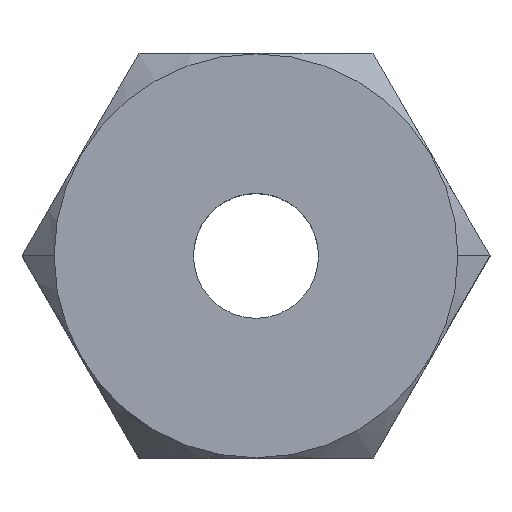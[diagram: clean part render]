
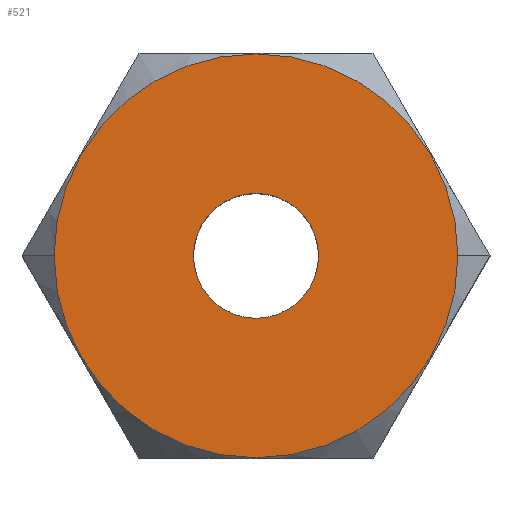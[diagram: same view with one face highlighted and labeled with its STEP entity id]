
A CAD part, top view. The second image highlights one B-rep face of the part: STEP entity #521.
In plain terms, the highlighted planar face has unit normal (0, 0, 1).
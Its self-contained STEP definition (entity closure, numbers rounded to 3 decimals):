
#45 = FACE_OUTER_BOUND ( 'NONE', #545, .T. ) ;
#52 = EDGE_CURVE ( 'NONE', #158, #400, #69, .T. ) ;
#69 = CIRCLE ( 'NONE', #935, 5.978 ) ;
#117 = AXIS2_PLACEMENT_3D ( 'NONE', #265, #730, #345 ) ;
#147 = CARTESIAN_POINT ( 'NONE',  ( -5.978, 0., 17.8 ) ) ;
#158 = VERTEX_POINT ( 'NONE', #494 ) ;
#164 = CARTESIAN_POINT ( 'NONE',  ( 0., 0., 17.8 ) ) ;
#197 = CIRCLE ( 'NONE', #218, 1.85 ) ;
#211 = DIRECTION ( 'NONE',  ( 1., 0., 0. ) ) ;
#218 = AXIS2_PLACEMENT_3D ( 'NONE', #504, #872, #341 ) ;
#230 = ORIENTED_EDGE ( 'NONE', *, *, #593, .T. ) ;
#257 = DIRECTION ( 'NONE',  ( 1., 0., 0. ) ) ;
#265 = CARTESIAN_POINT ( 'NONE',  ( 0., 0., 17.8 ) ) ;
#286 = ORIENTED_EDGE ( 'NONE', *, *, #52, .T. ) ;
#295 = EDGE_LOOP ( 'NONE', ( #230, #411 ) ) ;
#341 = DIRECTION ( 'NONE',  ( 0., -1., 0. ) ) ;
#345 = DIRECTION ( 'NONE',  ( 0., -1., 0. ) ) ;
#353 = EDGE_CURVE ( 'NONE', #400, #158, #787, .T. ) ;
#400 = VERTEX_POINT ( 'NONE', #147 ) ;
#406 = VERTEX_POINT ( 'NONE', #453 ) ;
#411 = ORIENTED_EDGE ( 'NONE', *, *, #570, .T. ) ;
#453 = CARTESIAN_POINT ( 'NONE',  ( 0., 1.85, 17.8 ) ) ;
#458 = CARTESIAN_POINT ( 'NONE',  ( 0., -1.85, 17.8 ) ) ;
#472 = DIRECTION ( 'NONE',  ( 0., 0., 1. ) ) ;
#484 = ORIENTED_EDGE ( 'NONE', *, *, #353, .T. ) ;
#492 = FACE_BOUND ( 'NONE', #295, .T. ) ;
#494 = CARTESIAN_POINT ( 'NONE',  ( 5.978, 0., 17.8 ) ) ;
#504 = CARTESIAN_POINT ( 'NONE',  ( 0., 0., 17.8 ) ) ;
#521 = ADVANCED_FACE ( 'NONE', ( #492, #45 ), #641, .T. ) ;
#545 = EDGE_LOOP ( 'NONE', ( #286, #484 ) ) ;
#570 = EDGE_CURVE ( 'NONE', #406, #743, #848, .T. ) ;
#593 = EDGE_CURVE ( 'NONE', #743, #406, #197, .T. ) ;
#628 = AXIS2_PLACEMENT_3D ( 'NONE', #865, #630, #257 ) ;
#630 = DIRECTION ( 'NONE',  ( 0., 0., 1. ) ) ;
#641 = PLANE ( 'NONE',  #628 ) ;
#665 = DIRECTION ( 'NONE',  ( 0., 0., 1. ) ) ;
#675 = CARTESIAN_POINT ( 'NONE',  ( 0., 0., 17.8 ) ) ;
#730 = DIRECTION ( 'NONE',  ( 0., 0., -1. ) ) ;
#743 = VERTEX_POINT ( 'NONE', #458 ) ;
#778 = DIRECTION ( 'NONE',  ( 1., 0., 0. ) ) ;
#787 = CIRCLE ( 'NONE', #846, 5.978 ) ;
#846 = AXIS2_PLACEMENT_3D ( 'NONE', #675, #665, #211 ) ;
#848 = CIRCLE ( 'NONE', #117, 1.85 ) ;
#865 = CARTESIAN_POINT ( 'NONE',  ( 0., 0.928, 17.8 ) ) ;
#872 = DIRECTION ( 'NONE',  ( 0., 0., -1. ) ) ;
#935 = AXIS2_PLACEMENT_3D ( 'NONE', #164, #472, #778 ) ;
